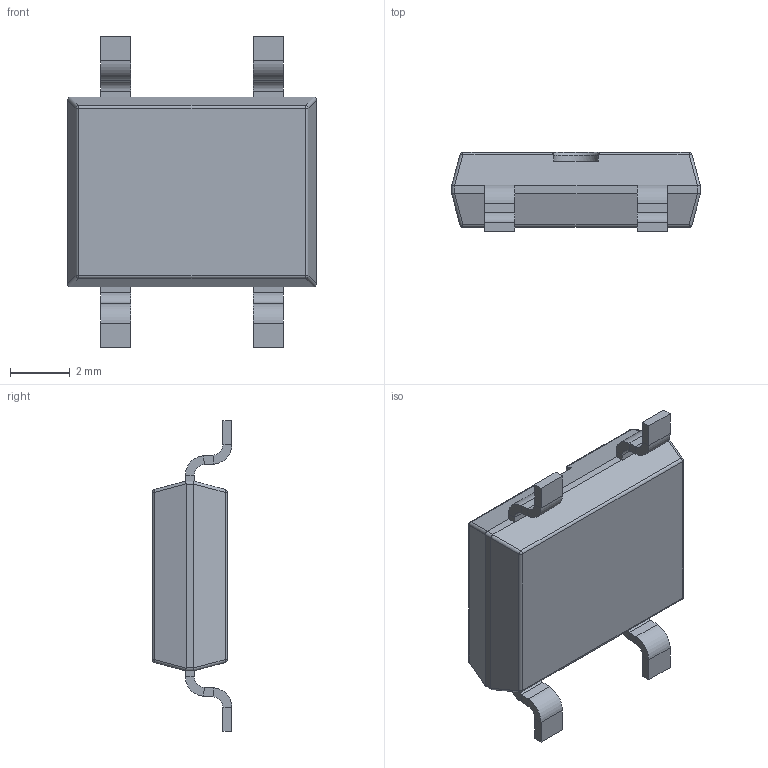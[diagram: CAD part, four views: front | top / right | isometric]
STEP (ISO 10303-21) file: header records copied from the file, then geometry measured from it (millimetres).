
FILE_DESCRIPTION (( 'STEP AP214' ), '1' );
FILE_NAME ('18E63D35-B83F-43BD-A4B7-F3DD1B8CB5A1.STEP', '2024-10-29T21:32:53', ( '' ), ( '' ), 'SwSTEP 2.0', 'SolidWorks 2022', '' );
FILE_SCHEMA (( 'AUTOMOTIVE_DESIGN' ));
Length unit declared in the file: millimetre
Products named in the file (1): 18E63D35-B83F-43BD-A4B7-F3DD1B8CB5A1
Bounding box: 8.32 x 2.66 x 10.4 mm (x, y, z)
Volume: 125.6 mm3; surface area: 190.8 mm2
Topology: 1 solids, 1 shells, 342 faces, 883 edges, 554 vertices
Faces by surface type: plane 193, bspline 102, cylinder 38, sphere 8, torus 1
Entity records: 15719 total; most frequent: CARTESIAN_POINT 7556, ORIENTED_EDGE 1750, DIRECTION 1182, EDGE_CURVE 875, LINE 582, VECTOR 582, VERTEX_POINT 554, EDGE_LOOP 361
